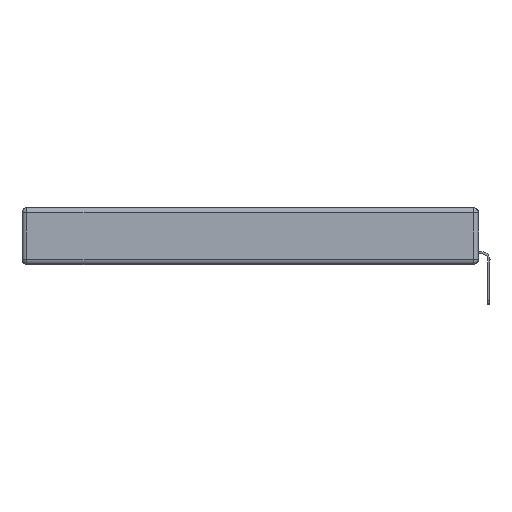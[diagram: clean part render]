
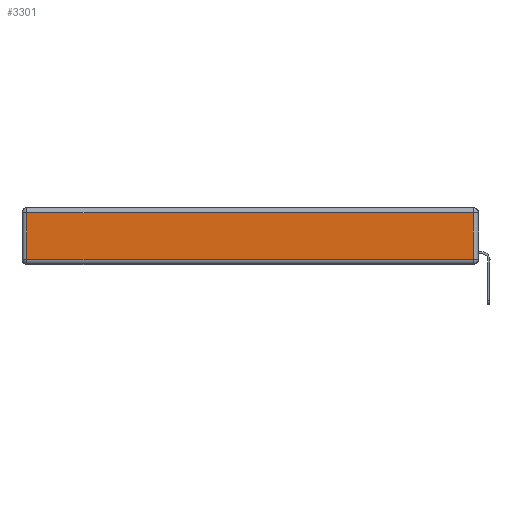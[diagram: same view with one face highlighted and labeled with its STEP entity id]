
A CAD part, left-side view. The second image highlights one B-rep face of the part: STEP entity #3301.
In plain terms, the highlighted planar face has unit normal (-1, 0, 0).
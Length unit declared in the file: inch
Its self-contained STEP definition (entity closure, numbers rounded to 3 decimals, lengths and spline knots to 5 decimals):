
#100 = DIRECTION ( 'NONE',  ( 0., 0., 1. ) ) ;
#2776 = CARTESIAN_POINT ( 'NONE',  ( 0., 2.72, -0.343 ) ) ;
#3014 = LINE ( 'NONE', #12686, #4739 ) ;
#3301 = ADVANCED_FACE ( 'NONE', ( #7609 ), #20285, .T. ) ;
#3409 = LINE ( 'NONE', #8511, #10761 ) ;
#4050 = ORIENTED_EDGE ( 'NONE', *, *, #7128, .T. ) ;
#4551 = EDGE_CURVE ( 'NONE', #16637, #9308, #8665, .T. ) ;
#4683 = CARTESIAN_POINT ( 'NONE',  ( 0., 0., -0.343 ) ) ;
#4739 = VECTOR ( 'NONE', #100, 39.37008 ) ;
#5361 = ORIENTED_EDGE ( 'NONE', *, *, #11349, .T. ) ;
#5385 = DIRECTION ( 'NONE',  ( 0., 1., 0. ) ) ;
#7128 = EDGE_CURVE ( 'NONE', #8735, #16637, #7558, .T. ) ;
#7558 = LINE ( 'NONE', #2776, #12315 ) ;
#7609 = FACE_OUTER_BOUND ( 'NONE', #14776, .T. ) ;
#8029 = VERTEX_POINT ( 'NONE', #19131 ) ;
#8448 = CARTESIAN_POINT ( 'NONE',  ( 0., 0.03, -0.313 ) ) ;
#8511 = CARTESIAN_POINT ( 'NONE',  ( 0., 2.75, -0.03 ) ) ;
#8665 = LINE ( 'NONE', #8886, #15637 ) ;
#8735 = VERTEX_POINT ( 'NONE', #15440 ) ;
#8886 = CARTESIAN_POINT ( 'NONE',  ( 0., 0., -0.313 ) ) ;
#9308 = VERTEX_POINT ( 'NONE', #8448 ) ;
#10112 = ORIENTED_EDGE ( 'NONE', *, *, #17715, .T. ) ;
#10482 = DIRECTION ( 'NONE',  ( 0., 0., -1. ) ) ;
#10743 = DIRECTION ( 'NONE',  ( 0., 0., 1. ) ) ;
#10761 = VECTOR ( 'NONE', #5385, 39.37008 ) ;
#10875 = CARTESIAN_POINT ( 'NONE',  ( 0., 2.72, -0.313 ) ) ;
#10931 = AXIS2_PLACEMENT_3D ( 'NONE', #4683, #19028, #10743 ) ;
#11349 = EDGE_CURVE ( 'NONE', #8029, #8735, #3409, .T. ) ;
#12315 = VECTOR ( 'NONE', #10482, 39.37008 ) ;
#12686 = CARTESIAN_POINT ( 'NONE',  ( 0., 0.03, -0.343 ) ) ;
#13536 = ORIENTED_EDGE ( 'NONE', *, *, #4551, .T. ) ;
#14776 = EDGE_LOOP ( 'NONE', ( #13536, #10112, #5361, #4050 ) ) ;
#15008 = DIRECTION ( 'NONE',  ( 0., -1., 0. ) ) ;
#15440 = CARTESIAN_POINT ( 'NONE',  ( 0., 2.72, -0.03 ) ) ;
#15637 = VECTOR ( 'NONE', #15008, 39.37008 ) ;
#16637 = VERTEX_POINT ( 'NONE', #10875 ) ;
#17715 = EDGE_CURVE ( 'NONE', #9308, #8029, #3014, .T. ) ;
#19028 = DIRECTION ( 'NONE',  ( -1., 0., 0. ) ) ;
#19131 = CARTESIAN_POINT ( 'NONE',  ( 0., 0.03, -0.03 ) ) ;
#20285 = PLANE ( 'NONE',  #10931 ) ;
